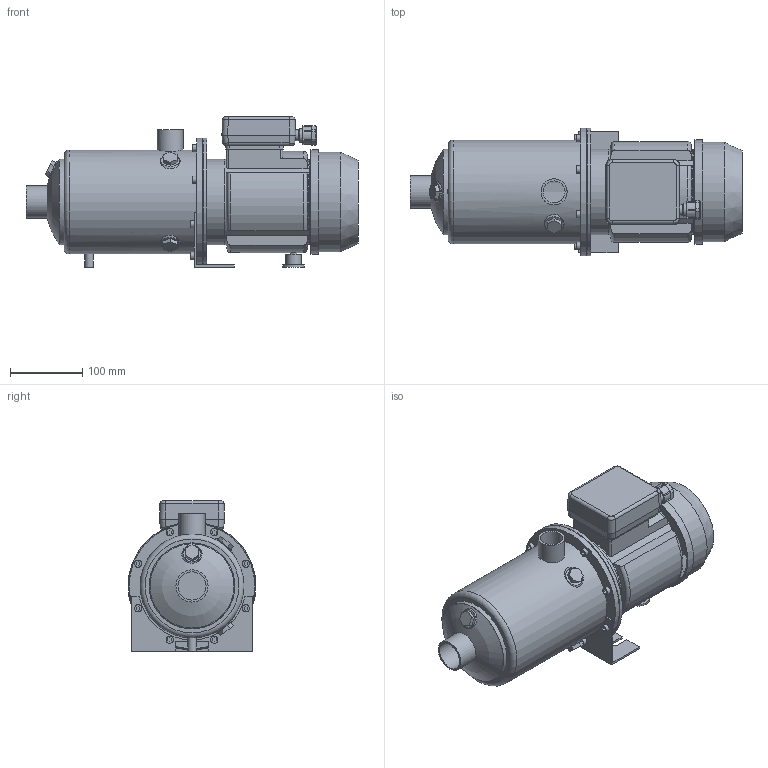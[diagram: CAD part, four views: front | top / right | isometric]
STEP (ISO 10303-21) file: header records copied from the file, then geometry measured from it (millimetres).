
FILE_DESCRIPTION(/* description */ ('-'),/* implementation_level */ '2;1');
FILE_NAME(/* name */ 'EH 3 [7] T',/* time_stamp */ '2017-03-20T08:12:38+01:00',/* author */ ('Simonelli M.'),/* organization */ ('Franklin Electric'),/* preprocessor_version */ 'ST-DEVELOPER v16.7',/* originating_system */ 'DEX',/* authorisation */ $);
FILE_SCHEMA (('AUTOMOTIVE_DESIGN {1 0 10303 214 3 1 1}'));
Length unit declared in the file: millimetre
Products named in the file (10): EH 3 [7] T; Flangia motore Tonda M71; Corpo 3-5 [7]; Motore MEC 71 - T; carcassa MEC 71; Copriventola MEC 71; Basetta MEC 71 T; Ghiera PG13,5 cod. SAV.GHI.20; Piedino MEC 71 int.90; Staffa 3-5-9 int.90
Assembly tree (9 placements, depth 3):
  EH 3 [7] T
    Flangia motore Tonda M71
    Corpo 3-5 [7]
    Motore MEC 71 - T
      carcassa MEC 71
      Copriventola MEC 71
      Basetta MEC 71 T
      Ghiera PG13,5 cod. SAV.GHI.20
    Piedino MEC 71 int.90
    Staffa 3-5-9 int.90
Bounding box: 458.6 x 176.5 x 207.5 mm (x, y, z)
Volume: 1828728.2 mm3; surface area: 565721.5 mm2
Topology: 8 solids, 8 shells, 331 faces, 787 edges, 522 vertices
Faces by surface type: plane 189, cylinder 101, cone 22, torus 9, bspline 8, sphere 2
Full cylindrical faces by diameter (mm): 7 x4, 10 x9, 12 x1, 13 x1, 15 x1, 18.6 x1, 19.73 x1, 21 x1, 30 x1, 30.291 x1, 36 x1, 38.952 x1, 44.5 x1, 110 x1, 114 x3, 116.1 x1, 118 x2, 118.5 x1, 133 x1, 138 x1, 139 x1, 141.1 x1, 143.5 x1, 144 x1, 173.5 x1, 174.1 x1, 176.5 x2
Entity records: 14451 total; most frequent: CARTESIAN_POINT 5540, DIRECTION 1543, ORIENTED_EDGE 1380, EDGE_CURVE 690, AXIS2_PLACEMENT_3D 571, VERTEX_POINT 488, EDGE_LOOP 454, FACE_BOUND 454
